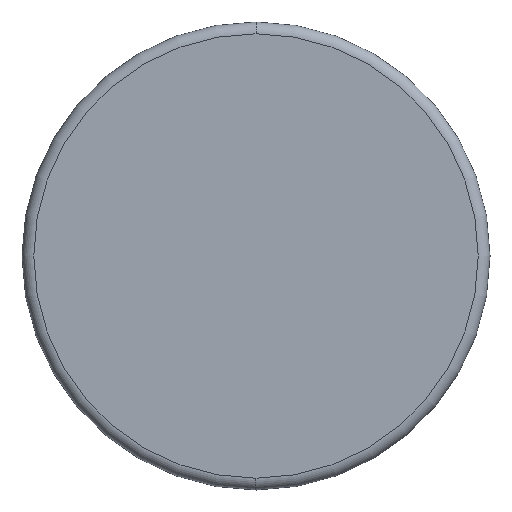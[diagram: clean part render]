
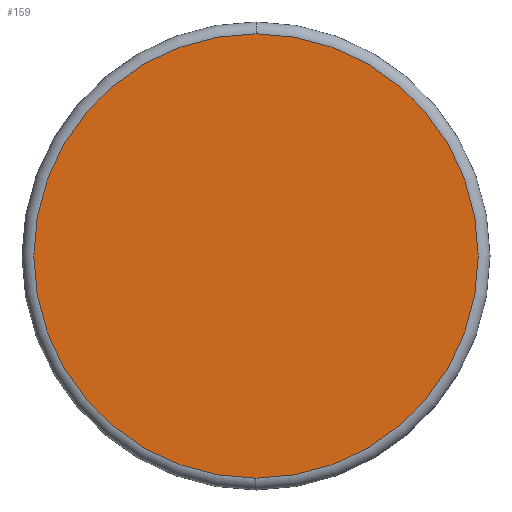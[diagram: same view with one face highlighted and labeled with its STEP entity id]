
A CAD part, left-side view. The second image highlights one B-rep face of the part: STEP entity #159.
In plain terms, the highlighted planar face has unit normal (-1, 0, 0).
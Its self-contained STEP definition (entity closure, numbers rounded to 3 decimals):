
#17 = VERTEX_POINT ( 'NONE', #367 ) ;
#24 = CARTESIAN_POINT ( 'NONE',  ( 0., 0., -9.425 ) ) ;
#61 = PLANE ( 'NONE',  #439 ) ;
#63 = EDGE_CURVE ( 'NONE', #17, #175, #284, .T. ) ;
#65 = ORIENTED_EDGE ( 'NONE', *, *, #63, .T. ) ;
#86 = DIRECTION ( 'NONE',  ( 0., 0., 1. ) ) ;
#128 = AXIS2_PLACEMENT_3D ( 'NONE', #223, #395, #331 ) ;
#134 = EDGE_LOOP ( 'NONE', ( #65, #391 ) ) ;
#159 = ADVANCED_FACE ( 'NONE', ( #465 ), #61, .T. ) ;
#161 = CIRCLE ( 'NONE', #128, 9.425 ) ;
#174 = CARTESIAN_POINT ( 'NONE',  ( 0., 0., 0. ) ) ;
#175 = VERTEX_POINT ( 'NONE', #24 ) ;
#218 = DIRECTION ( 'NONE',  ( 0., 0., 1. ) ) ;
#223 = CARTESIAN_POINT ( 'NONE',  ( 0., 0., 0. ) ) ;
#237 = CARTESIAN_POINT ( 'NONE',  ( 0., 0., 0. ) ) ;
#268 = EDGE_CURVE ( 'NONE', #175, #17, #161, .T. ) ;
#284 = CIRCLE ( 'NONE', #306, 9.425 ) ;
#306 = AXIS2_PLACEMENT_3D ( 'NONE', #237, #371, #86 ) ;
#318 = DIRECTION ( 'NONE',  ( -1., 0., 0. ) ) ;
#331 = DIRECTION ( 'NONE',  ( 0., 0., 1. ) ) ;
#367 = CARTESIAN_POINT ( 'NONE',  ( 0., 0., 9.425 ) ) ;
#371 = DIRECTION ( 'NONE',  ( -1., 0., 0. ) ) ;
#391 = ORIENTED_EDGE ( 'NONE', *, *, #268, .T. ) ;
#395 = DIRECTION ( 'NONE',  ( -1., 0., 0. ) ) ;
#439 = AXIS2_PLACEMENT_3D ( 'NONE', #174, #318, #218 ) ;
#465 = FACE_OUTER_BOUND ( 'NONE', #134, .T. ) ;
